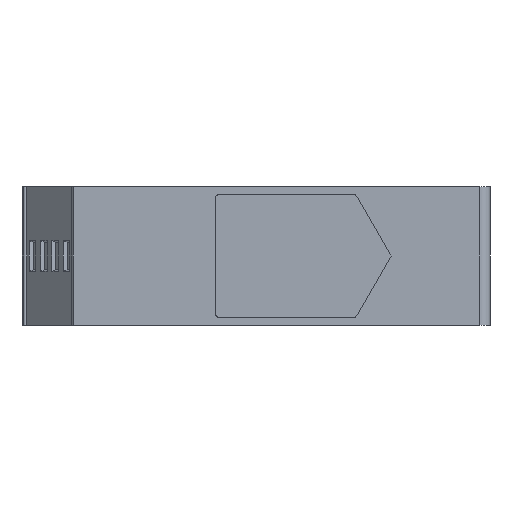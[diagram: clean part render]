
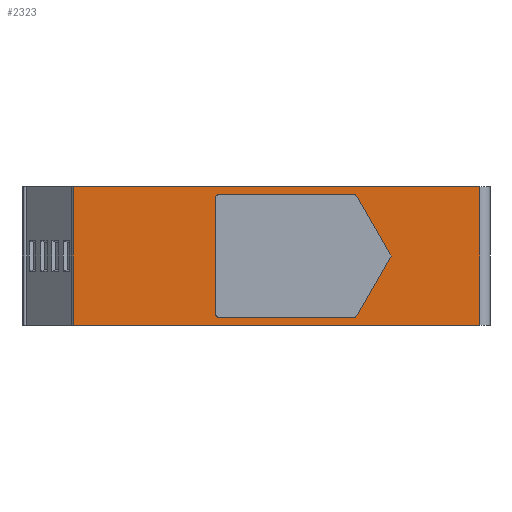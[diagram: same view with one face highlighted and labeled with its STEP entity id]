
A CAD part, left-side view. The second image highlights one B-rep face of the part: STEP entity #2323.
In plain terms, the highlighted planar face has unit normal (-1, 0, 0).
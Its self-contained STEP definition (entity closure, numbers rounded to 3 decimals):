
#81=DIRECTION('',(0.,-1.,0.));
#82=VECTOR('',#81,79.);
#83=CARTESIAN_POINT('',(-45.5,73.9,-13.5));
#84=LINE('',#83,#82);
#609=DIRECTION('',(0.,1.,0.));
#610=VECTOR('',#609,25.754);
#611=CARTESIAN_POINT('',(-45.5,19.646,-12.));
#612=LINE('',#611,#610);
#650=DIRECTION('',(0.,0.5,-0.866));
#651=VECTOR('',#650,13.279);
#652=CARTESIAN_POINT('',(-45.5,12.141,0.));
#653=LINE('',#652,#651);
#654=DIRECTION('',(0.,0.5,0.866));
#655=VECTOR('',#654,13.279);
#656=CARTESIAN_POINT('',(-45.5,12.141,0.));
#657=LINE('',#656,#655);
#658=CARTESIAN_POINT('',(-45.5,19.646,11.));
#659=DIRECTION('',(-1.,0.,0.));
#660=DIRECTION('',(0.,-0.866,0.5));
#661=AXIS2_PLACEMENT_3D('',#658,#659,#660);
#663=DIRECTION('',(0.,1.,0.));
#664=VECTOR('',#663,25.754);
#665=CARTESIAN_POINT('',(-45.5,19.646,12.));
#666=LINE('',#665,#664);
#667=CARTESIAN_POINT('',(-45.5,45.4,11.1));
#668=DIRECTION('',(-1.,0.,0.));
#669=DIRECTION('',(0.,0.,1.));
#670=AXIS2_PLACEMENT_3D('',#667,#668,#669);
#672=CARTESIAN_POINT('',(-45.5,45.4,-11.1));
#673=DIRECTION('',(1.,0.,0.));
#674=DIRECTION('',(0.,0.,-1.));
#675=AXIS2_PLACEMENT_3D('',#672,#673,#674);
#677=CARTESIAN_POINT('',(-45.5,19.646,-11.));
#678=DIRECTION('',(1.,0.,0.));
#679=DIRECTION('',(0.,-0.866,-0.5));
#680=AXIS2_PLACEMENT_3D('',#677,#678,#679);
#682=DIRECTION('',(0.,-1.,0.));
#683=VECTOR('',#682,79.);
#684=CARTESIAN_POINT('',(-45.5,73.9,13.5));
#685=LINE('',#684,#683);
#728=DIRECTION('',(0.,0.,1.));
#729=VECTOR('',#728,22.2);
#730=CARTESIAN_POINT('',(-45.5,46.3,-11.1));
#731=LINE('',#730,#729);
#740=DIRECTION('',(0.,0.,1.));
#741=VECTOR('',#740,27.);
#742=CARTESIAN_POINT('',(-45.5,-5.1,-13.5));
#743=LINE('',#742,#741);
#776=DIRECTION('',(0.,0.,-1.));
#777=VECTOR('',#776,27.);
#778=CARTESIAN_POINT('',(-45.5,73.9,13.5));
#779=LINE('',#778,#777);
#1332=CARTESIAN_POINT('',(-45.5,73.9,-13.5));
#1333=VERTEX_POINT('',#1332);
#1388=CARTESIAN_POINT('',(-45.5,-5.1,-13.5));
#1389=VERTEX_POINT('',#1388);
#1440=CARTESIAN_POINT('',(-45.5,18.78,-11.5));
#1441=VERTEX_POINT('',#1440);
#1442=CARTESIAN_POINT('',(-45.5,19.646,-12.));
#1443=VERTEX_POINT('',#1442);
#1444=CARTESIAN_POINT('',(-45.5,45.4,-12.));
#1445=CARTESIAN_POINT('',(-45.5,46.3,-11.1));
#1446=VERTEX_POINT('',#1444);
#1447=VERTEX_POINT('',#1445);
#1458=CARTESIAN_POINT('',(-45.5,18.78,11.5));
#1459=CARTESIAN_POINT('',(-45.5,19.646,12.));
#1460=VERTEX_POINT('',#1458);
#1461=VERTEX_POINT('',#1459);
#1462=CARTESIAN_POINT('',(-45.5,45.4,12.));
#1463=VERTEX_POINT('',#1462);
#1464=CARTESIAN_POINT('',(-45.5,46.3,11.1));
#1465=VERTEX_POINT('',#1464);
#1466=CARTESIAN_POINT('',(-45.5,12.141,0.));
#1467=VERTEX_POINT('',#1466);
#1508=CARTESIAN_POINT('',(-45.5,73.9,13.5));
#1510=VERTEX_POINT('',#1508);
#1688=CARTESIAN_POINT('',(-45.5,-5.1,13.5));
#1690=VERTEX_POINT('',#1688);
#2292=CARTESIAN_POINT('',(-45.5,83.9,0.));
#2293=DIRECTION('',(-1.,0.,0.));
#2294=DIRECTION('',(0.,-1.,0.));
#2295=AXIS2_PLACEMENT_3D('',#2292,#2293,#2294);
#2296=PLANE('',#2295);
#2297=ORIENTED_EDGE('',*,*,#1998,.T.);
#2299=ORIENTED_EDGE('',*,*,#2298,.F.);
#2300=ORIENTED_EDGE('',*,*,#1753,.F.);
#2302=ORIENTED_EDGE('',*,*,#2301,.F.);
#2303=EDGE_LOOP('',(#2297,#2299,#2300,#2302));
#2304=FACE_OUTER_BOUND('',#2303,.F.);
#2306=ORIENTED_EDGE('',*,*,#2305,.F.);
#2308=ORIENTED_EDGE('',*,*,#2307,.T.);
#2310=ORIENTED_EDGE('',*,*,#2309,.T.);
#2312=ORIENTED_EDGE('',*,*,#2311,.T.);
#2314=ORIENTED_EDGE('',*,*,#2313,.T.);
#2316=ORIENTED_EDGE('',*,*,#2315,.F.);
#2317=ORIENTED_EDGE('',*,*,#2284,.F.);
#2318=ORIENTED_EDGE('',*,*,#2233,.F.);
#2320=ORIENTED_EDGE('',*,*,#2319,.F.);
#2321=EDGE_LOOP('',(#2306,#2308,#2310,#2312,#2314,#2316,#2317,#2318,#2320));
#2322=FACE_BOUND('',#2321,.F.);
#662=CIRCLE('',#661,1.);
#671=CIRCLE('',#670,0.9);
#676=CIRCLE('',#675,0.9);
#681=CIRCLE('',#680,1.);
#1753=EDGE_CURVE('',#1333,#1389,#84,.T.);
#1998=EDGE_CURVE('',#1510,#1690,#685,.T.);
#2233=EDGE_CURVE('',#1443,#1446,#612,.T.);
#2284=EDGE_CURVE('',#1446,#1447,#676,.T.);
#2298=EDGE_CURVE('',#1389,#1690,#743,.T.);
#2301=EDGE_CURVE('',#1510,#1333,#779,.T.);
#2305=EDGE_CURVE('',#1467,#1441,#653,.T.);
#2307=EDGE_CURVE('',#1467,#1460,#657,.T.);
#2309=EDGE_CURVE('',#1460,#1461,#662,.T.);
#2311=EDGE_CURVE('',#1461,#1463,#666,.T.);
#2313=EDGE_CURVE('',#1463,#1465,#671,.T.);
#2315=EDGE_CURVE('',#1447,#1465,#731,.T.);
#2319=EDGE_CURVE('',#1441,#1443,#681,.T.);
#2323=ADVANCED_FACE('',(#2304,#2322),#2296,.T.);
